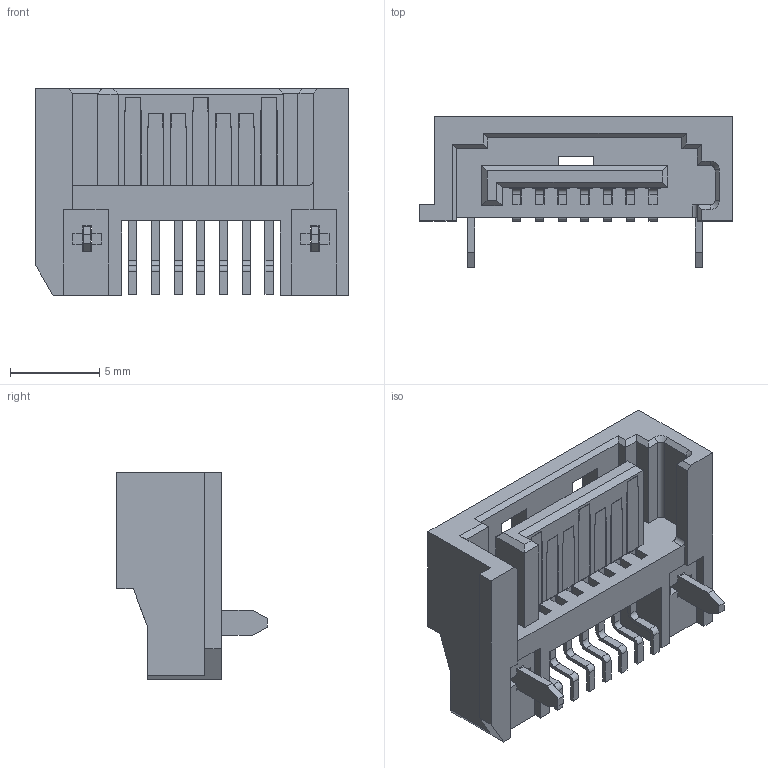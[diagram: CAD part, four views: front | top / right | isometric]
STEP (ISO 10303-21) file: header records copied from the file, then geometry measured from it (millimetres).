
FILE_DESCRIPTION((''),'2;1');
FILE_NAME('470804005','2009-08-07T',('gga'),(''),'PRO/ENGINEER BY PARAMETRIC TECHNOLOGY CORPORATION, 2003451','PRO/ENGINEER BY PARAMETRIC TECHNOLOGY CORPORATION, 2003451','');
FILE_SCHEMA(('CONFIG_CONTROL_DESIGN'));
Length unit declared in the file: millimetre
Products named in the file (1): 470804005
Bounding box: 17.54 x 8.45 x 11.56 mm (x, y, z)
Volume: 496.2 mm3; surface area: 1074.2 mm2
Topology: 1 solids, 1 shells, 492 faces, 1485 edges, 974 vertices
Faces by surface type: plane 459, cylinder 31, cone 2
Entity records: 16323 total; most frequent: CARTESIAN_POINT 2912, ORIENTED_EDGE 2890, DIRECTION 2539, EDGE_CURVE 1445, VECTOR 1417, LINE 1417, VERTEX_POINT 934, AXIS2_PLACEMENT_3D 561
